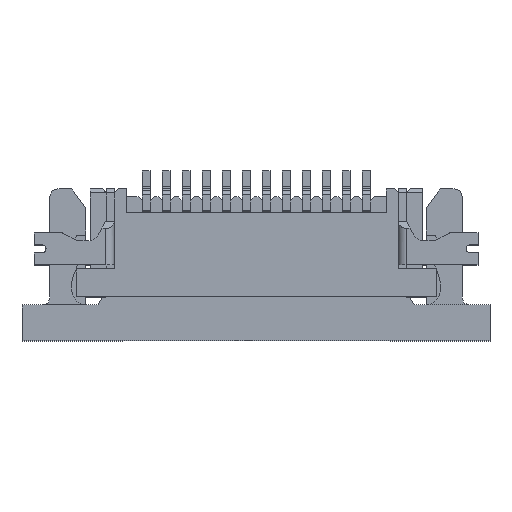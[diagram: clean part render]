
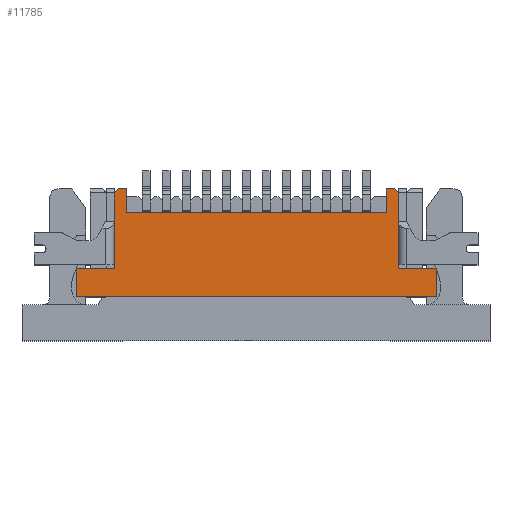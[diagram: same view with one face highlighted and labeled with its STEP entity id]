
A CAD part, top view. The second image highlights one B-rep face of the part: STEP entity #11785.
In plain terms, the highlighted planar face has unit normal (0, 0, 1).
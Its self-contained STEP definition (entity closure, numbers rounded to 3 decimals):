
#625=ORIENTED_EDGE('',*,*,#4199,.T.);
#626=ORIENTED_EDGE('',*,*,#4200,.T.);
#627=ORIENTED_EDGE('',*,*,#4201,.T.);
#628=ORIENTED_EDGE('',*,*,#4202,.T.);
#629=ORIENTED_EDGE('',*,*,#4203,.T.);
#630=ORIENTED_EDGE('',*,*,#4204,.F.);
#631=ORIENTED_EDGE('',*,*,#4205,.F.);
#632=ORIENTED_EDGE('',*,*,#4206,.T.);
#633=ORIENTED_EDGE('',*,*,#4207,.T.);
#634=ORIENTED_EDGE('',*,*,#4208,.T.);
#635=ORIENTED_EDGE('',*,*,#4209,.F.);
#636=ORIENTED_EDGE('',*,*,#4210,.F.);
#637=ORIENTED_EDGE('',*,*,#4211,.T.);
#638=ORIENTED_EDGE('',*,*,#4212,.T.);
#4199=EDGE_CURVE('',#5980,#5981,#7136,.T.);
#4200=EDGE_CURVE('',#5981,#5982,#7137,.T.);
#4201=EDGE_CURVE('',#5982,#5983,#7138,.T.);
#4202=EDGE_CURVE('',#5983,#5984,#7139,.T.);
#4203=EDGE_CURVE('',#5984,#5985,#7140,.T.);
#4204=EDGE_CURVE('',#5986,#5985,#7141,.T.);
#4205=EDGE_CURVE('',#5987,#5986,#7142,.T.);
#4206=EDGE_CURVE('',#5987,#5988,#7143,.T.);
#4207=EDGE_CURVE('',#5988,#5989,#7144,.T.);
#4208=EDGE_CURVE('',#5989,#5990,#7145,.T.);
#4209=EDGE_CURVE('',#5991,#5990,#7146,.T.);
#4210=EDGE_CURVE('',#5992,#5991,#7147,.T.);
#4211=EDGE_CURVE('',#5992,#5993,#7148,.T.);
#4212=EDGE_CURVE('',#5993,#5980,#7149,.T.);
#5980=VERTEX_POINT('',#16816);
#5981=VERTEX_POINT('',#16817);
#5982=VERTEX_POINT('',#16819);
#5983=VERTEX_POINT('',#16821);
#5984=VERTEX_POINT('',#16823);
#5985=VERTEX_POINT('',#16825);
#5986=VERTEX_POINT('',#16827);
#5987=VERTEX_POINT('',#16829);
#5988=VERTEX_POINT('',#16831);
#5989=VERTEX_POINT('',#16833);
#5990=VERTEX_POINT('',#16835);
#5991=VERTEX_POINT('',#16837);
#5992=VERTEX_POINT('',#16839);
#5993=VERTEX_POINT('',#16841);
#7136=LINE('',#16815,#8681);
#7137=LINE('',#16818,#8682);
#7138=LINE('',#16820,#8683);
#7139=LINE('',#16822,#8684);
#7140=LINE('',#16824,#8685);
#7141=LINE('',#16826,#8686);
#7142=LINE('',#16828,#8687);
#7143=LINE('',#16830,#8688);
#7144=LINE('',#16832,#8689);
#7145=LINE('',#16834,#8690);
#7146=LINE('',#16836,#8691);
#7147=LINE('',#16838,#8692);
#7148=LINE('',#16840,#8693);
#7149=LINE('',#16842,#8694);
#8681=VECTOR('',#13498,1000.);
#8682=VECTOR('',#13499,1000.);
#8683=VECTOR('',#13500,1000.);
#8684=VECTOR('',#13501,1000.);
#8685=VECTOR('',#13502,1000.);
#8686=VECTOR('',#13503,1000.);
#8687=VECTOR('',#13504,1000.);
#8688=VECTOR('',#13505,1000.);
#8689=VECTOR('',#13506,1000.);
#8690=VECTOR('',#13507,1000.);
#8691=VECTOR('',#13508,1000.);
#8692=VECTOR('',#13509,1000.);
#8693=VECTOR('',#13510,1000.);
#8694=VECTOR('',#13511,1000.);
#10136=EDGE_LOOP('',(#625,#626,#627,#628,#629,#630,#631,#632,#633,#634,
#635,#636,#637,#638));
#10727=FACE_BOUND('',#10136,.T.);
#11306=PLANE('',#12459);
#11785=ADVANCED_FACE('',(#10727),#11306,.T.);
#12459=AXIS2_PLACEMENT_3D('',#16814,#13496,#13497);
#13496=DIRECTION('',(0.,0.,1.));
#13497=DIRECTION('',(1.,0.,0.));
#13498=DIRECTION('',(0.,-1.,0.));
#13499=DIRECTION('',(-1.,0.,0.));
#13500=DIRECTION('',(0.,1.,0.));
#13501=DIRECTION('',(-1.,0.,0.));
#13502=DIRECTION('',(-0.707,-0.707,0.));
#13503=DIRECTION('',(0.,1.,0.));
#13504=DIRECTION('',(1.,0.,0.));
#13505=DIRECTION('',(0.,-1.,0.));
#13506=DIRECTION('',(1.,0.,0.));
#13507=DIRECTION('',(0.,1.,0.));
#13508=DIRECTION('',(1.,0.,0.));
#13509=DIRECTION('',(0.,-1.,0.));
#13510=DIRECTION('',(-0.707,0.707,0.));
#13511=DIRECTION('',(-1.,0.,0.));
#16814=CARTESIAN_POINT('',(0.,0.,0.6));
#16815=CARTESIAN_POINT('',(3.25,1.35,0.6));
#16816=CARTESIAN_POINT('',(3.25,1.35,0.6));
#16817=CARTESIAN_POINT('',(3.25,0.75,0.6));
#16818=CARTESIAN_POINT('',(-2.65,0.75,0.6));
#16819=CARTESIAN_POINT('',(-3.25,0.75,0.6));
#16820=CARTESIAN_POINT('',(-3.25,1.15,0.6));
#16821=CARTESIAN_POINT('',(-3.25,1.35,0.6));
#16822=CARTESIAN_POINT('',(4.5,1.35,0.6));
#16823=CARTESIAN_POINT('',(-3.45,1.35,0.6));
#16824=CARTESIAN_POINT('',(-2.4,2.4,0.6));
#16825=CARTESIAN_POINT('',(-3.55,1.25,0.6));
#16826=CARTESIAN_POINT('',(-3.55,-0.65,0.6));
#16827=CARTESIAN_POINT('',(-3.55,-0.65,0.6));
#16828=CARTESIAN_POINT('',(-4.5,-0.65,0.6));
#16829=CARTESIAN_POINT('',(-4.5,-0.65,0.6));
#16830=CARTESIAN_POINT('',(-4.5,1.35,0.6));
#16831=CARTESIAN_POINT('',(-4.5,-1.35,0.6));
#16832=CARTESIAN_POINT('',(-4.5,-1.35,0.6));
#16833=CARTESIAN_POINT('',(4.5,-1.35,0.6));
#16834=CARTESIAN_POINT('',(4.5,-1.35,0.6));
#16835=CARTESIAN_POINT('',(4.5,-0.65,0.6));
#16836=CARTESIAN_POINT('',(4.15,-0.65,0.6));
#16837=CARTESIAN_POINT('',(3.55,-0.65,0.6));
#16838=CARTESIAN_POINT('',(3.55,1.35,0.6));
#16839=CARTESIAN_POINT('',(3.55,1.25,0.6));
#16840=CARTESIAN_POINT('',(2.4,2.4,0.6));
#16841=CARTESIAN_POINT('',(3.45,1.35,0.6));
#16842=CARTESIAN_POINT('',(4.5,1.35,0.6));
